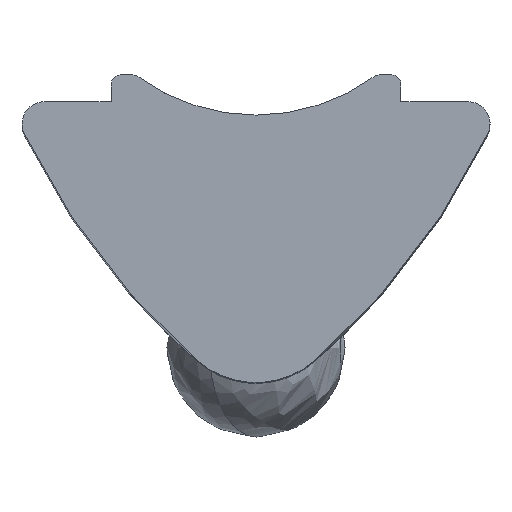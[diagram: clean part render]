
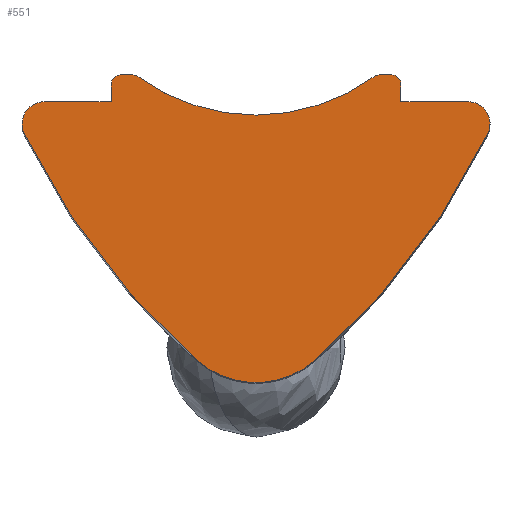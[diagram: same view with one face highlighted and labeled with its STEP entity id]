
A CAD part, top view. The second image highlights one B-rep face of the part: STEP entity #551.
In plain terms, the highlighted planar face has unit normal (0, 0, 1).
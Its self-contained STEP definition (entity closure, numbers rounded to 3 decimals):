
#24 = ORIENTED_EDGE ( 'NONE', *, *, #1081, .F. ) ;
#36 = EDGE_LOOP ( 'NONE', ( #2771, #2289, #2634, #2726, #2115, #2353, #2530, #1020, #1261, #2162, #24, #60, #1571, #223, #1153, #2073, #65 ) ) ;
#60 = ORIENTED_EDGE ( 'NONE', *, *, #1243, .T. ) ;
#64 = VECTOR ( 'NONE', #1391, 1000. ) ;
#65 = ORIENTED_EDGE ( 'NONE', *, *, #1113, .F. ) ;
#75 = PLANE ( 'NONE',  #633 ) ;
#81 = VERTEX_POINT ( 'NONE', #2061 ) ;
#83 = CARTESIAN_POINT ( 'NONE',  ( 2.648, 0.562, 8.5 ) ) ;
#90 = DIRECTION ( 'NONE',  ( -1., 0., 0. ) ) ;
#98 = AXIS2_PLACEMENT_3D ( 'NONE', #2039, #1287, #1005 ) ;
#142 = CARTESIAN_POINT ( 'NONE',  ( 3.25, 0.4, 8.5 ) ) ;
#187 = VERTEX_POINT ( 'NONE', #2187 ) ;
#201 = VECTOR ( 'NONE', #514, 1000. ) ;
#223 = ORIENTED_EDGE ( 'NONE', *, *, #1143, .T. ) ;
#310 = CARTESIAN_POINT ( 'NONE',  ( -3.25, 0., 8.5 ) ) ;
#328 = DIRECTION ( 'NONE',  ( -1., 0., 0. ) ) ;
#340 = DIRECTION ( 'NONE',  ( 0., 0., -1. ) ) ;
#352 = CARTESIAN_POINT ( 'NONE',  ( 3.05, 0.4, 8.5 ) ) ;
#385 = VERTEX_POINT ( 'NONE', #2383 ) ;
#404 = CARTESIAN_POINT ( 'NONE',  ( -2.648, 0.562, 8.5 ) ) ;
#414 = CARTESIAN_POINT ( 'NONE',  ( 3.25, 0., 8.5 ) ) ;
#423 = CARTESIAN_POINT ( 'NONE',  ( 1.315, -5.807, 8.5 ) ) ;
#438 = AXIS2_PLACEMENT_3D ( 'NONE', #1021, #1012, #1009 ) ;
#456 = CARTESIAN_POINT ( 'NONE',  ( -3.25, 0., 8.5 ) ) ;
#479 = AXIS2_PLACEMENT_3D ( 'NONE', #1675, #1674, #1671 ) ;
#492 = VERTEX_POINT ( 'NONE', #2081 ) ;
#498 = AXIS2_PLACEMENT_3D ( 'NONE', #1818, #2504, #1893 ) ;
#506 = AXIS2_PLACEMENT_3D ( 'NONE', #352, #340, #328 ) ;
#508 = AXIS2_PLACEMENT_3D ( 'NONE', #744, #731, #713 ) ;
#512 = CIRCLE ( 'NONE', #775, 16. ) ;
#513 = AXIS2_PLACEMENT_3D ( 'NONE', #1834, #1806, #1798 ) ;
#514 = DIRECTION ( 'NONE',  ( -1., 0., 0. ) ) ;
#533 = VERTEX_POINT ( 'NONE', #142 ) ;
#544 = AXIS2_PLACEMENT_3D ( 'NONE', #956, #944, #942 ) ;
#551 = ADVANCED_FACE ( 'NONE', ( #1107 ), #75, .T. ) ;
#558 = VERTEX_POINT ( 'NONE', #83 ) ;
#609 = CARTESIAN_POINT ( 'NONE',  ( 3.25, 0., 8.5 ) ) ;
#630 = AXIS2_PLACEMENT_3D ( 'NONE', #1884, #1649, #1636 ) ;
#633 = AXIS2_PLACEMENT_3D ( 'NONE', #2740, #2616, #2733 ) ;
#639 = VERTEX_POINT ( 'NONE', #2625 ) ;
#645 = CARTESIAN_POINT ( 'NONE',  ( 4.75, 0., 8.5 ) ) ;
#697 = DIRECTION ( 'NONE',  ( 0., 1., 0. ) ) ;
#713 = DIRECTION ( 'NONE',  ( -1., 0., 0. ) ) ;
#731 = DIRECTION ( 'NONE',  ( 0., 0., 1. ) ) ;
#736 = AXIS2_PLACEMENT_3D ( 'NONE', #2106, #1372, #1196 ) ;
#744 = CARTESIAN_POINT ( 'NONE',  ( 9.203, 6.25, 8.5 ) ) ;
#775 = AXIS2_PLACEMENT_3D ( 'NONE', #2054, #2029, #1787 ) ;
#834 = CARTESIAN_POINT ( 'NONE',  ( -3.25, 0.4, 8.5 ) ) ;
#865 = CIRCLE ( 'NONE', #498, 0.2 ) ;
#898 = CIRCLE ( 'NONE', #513, 0.2 ) ;
#913 = VECTOR ( 'NONE', #697, 1000. ) ;
#926 = LINE ( 'NONE', #609, #913 ) ;
#942 = DIRECTION ( 'NONE',  ( -1., 0., 0. ) ) ;
#944 = DIRECTION ( 'NONE',  ( 0., 0., 1. ) ) ;
#956 = CARTESIAN_POINT ( 'NONE',  ( 0., -4.3, 8.5 ) ) ;
#1001 = CARTESIAN_POINT ( 'NONE',  ( -4.75, 0., 8.5 ) ) ;
#1005 = DIRECTION ( 'NONE',  ( -1., 0., 0. ) ) ;
#1009 = DIRECTION ( 'NONE',  ( -1., 0., 0. ) ) ;
#1012 = DIRECTION ( 'NONE',  ( 0., 0., -1. ) ) ;
#1020 = ORIENTED_EDGE ( 'NONE', *, *, #1368, .F. ) ;
#1021 = CARTESIAN_POINT ( 'NONE',  ( 0., 4.2, 8.5 ) ) ;
#1023 = EDGE_CURVE ( 'NONE', #1908, #2714, #2614, .T. ) ;
#1040 = EDGE_CURVE ( 'NONE', #187, #2637, #1560, .T. ) ;
#1080 = CARTESIAN_POINT ( 'NONE',  ( 5.2, -0.718, 8.5 ) ) ;
#1081 = EDGE_CURVE ( 'NONE', #2326, #2714, #512, .T. ) ;
#1105 = CARTESIAN_POINT ( 'NONE',  ( -5.25, -0.5, 8.5 ) ) ;
#1107 = FACE_OUTER_BOUND ( 'NONE', #36, .T. ) ;
#1113 = EDGE_CURVE ( 'NONE', #558, #639, #898, .T. ) ;
#1118 = EDGE_CURVE ( 'NONE', #2588, #2750, #2164, .T. ) ;
#1127 = CARTESIAN_POINT ( 'NONE',  ( 3.05, 0.6, 8.5 ) ) ;
#1128 = EDGE_CURVE ( 'NONE', #385, #1908, #1207, .T. ) ;
#1142 = EDGE_CURVE ( 'NONE', #2301, #533, #2377, .T. ) ;
#1143 = EDGE_CURVE ( 'NONE', #2637, #533, #926, .T. ) ;
#1153 = ORIENTED_EDGE ( 'NONE', *, *, #1142, .F. ) ;
#1165 = EDGE_CURVE ( 'NONE', #2750, #2514, #2550, .T. ) ;
#1167 = CARTESIAN_POINT ( 'NONE',  ( -1.315, -5.807, 8.5 ) ) ;
#1185 = EDGE_CURVE ( 'NONE', #2301, #639, #1941, .T. ) ;
#1196 = DIRECTION ( 'NONE',  ( -1., 0., 0. ) ) ;
#1207 = CIRCLE ( 'NONE', #508, 16. ) ;
#1222 = EDGE_CURVE ( 'NONE', #81, #492, #1236, .T. ) ;
#1231 = EDGE_CURVE ( 'NONE', #81, #2776, #2159, .T. ) ;
#1236 = LINE ( 'NONE', #2091, #64 ) ;
#1243 = EDGE_CURVE ( 'NONE', #2326, #187, #2600, .T. ) ;
#1261 = ORIENTED_EDGE ( 'NONE', *, *, #1128, .T. ) ;
#1262 = EDGE_CURVE ( 'NONE', #2307, #2514, #1325, .T. ) ;
#1287 = DIRECTION ( 'NONE',  ( 0., 0., -1. ) ) ;
#1324 = EDGE_CURVE ( 'NONE', #2588, #492, #865, .T. ) ;
#1325 = CIRCLE ( 'NONE', #98, 0.5 ) ;
#1368 = EDGE_CURVE ( 'NONE', #385, #2307, #2627, .T. ) ;
#1372 = DIRECTION ( 'NONE',  ( 0., 0., 1. ) ) ;
#1391 = DIRECTION ( 'NONE',  ( -1., 0., 0. ) ) ;
#1474 = DIRECTION ( 'NONE',  ( 0., -1., 0. ) ) ;
#1546 = CARTESIAN_POINT ( 'NONE',  ( -3.25, 0., 8.5 ) ) ;
#1560 = LINE ( 'NONE', #645, #201 ) ;
#1571 = ORIENTED_EDGE ( 'NONE', *, *, #1040, .T. ) ;
#1636 = DIRECTION ( 'NONE',  ( -1., 0., 0. ) ) ;
#1649 = DIRECTION ( 'NONE',  ( 0., 0., -1. ) ) ;
#1671 = DIRECTION ( 'NONE',  ( -1., 0., 0. ) ) ;
#1674 = DIRECTION ( 'NONE',  ( 0., 0., -1. ) ) ;
#1675 = CARTESIAN_POINT ( 'NONE',  ( -4.75, -0.5, 8.5 ) ) ;
#1697 = VECTOR ( 'NONE', #2781, 1000. ) ;
#1787 = DIRECTION ( 'NONE',  ( -1., 0., 0. ) ) ;
#1798 = DIRECTION ( 'NONE',  ( -1., 0., 0. ) ) ;
#1806 = DIRECTION ( 'NONE',  ( 0., 0., -1. ) ) ;
#1818 = CARTESIAN_POINT ( 'NONE',  ( -3.05, 0.4, 8.5 ) ) ;
#1834 = CARTESIAN_POINT ( 'NONE',  ( 2.766, 0.4, 8.5 ) ) ;
#1884 = CARTESIAN_POINT ( 'NONE',  ( -2.766, 0.4, 8.5 ) ) ;
#1893 = DIRECTION ( 'NONE',  ( -1., 0., 0. ) ) ;
#1908 = VERTEX_POINT ( 'NONE', #1167 ) ;
#1919 = VECTOR ( 'NONE', #1474, 1000. ) ;
#1932 = VECTOR ( 'NONE', #90, 1000. ) ;
#1941 = LINE ( 'NONE', #2531, #1697 ) ;
#2029 = DIRECTION ( 'NONE',  ( 0., 0., -1. ) ) ;
#2039 = CARTESIAN_POINT ( 'NONE',  ( -4.75, -0.5, 8.5 ) ) ;
#2054 = CARTESIAN_POINT ( 'NONE',  ( -9.203, 6.25, 8.5 ) ) ;
#2061 = CARTESIAN_POINT ( 'NONE',  ( -2.766, 0.6, 8.5 ) ) ;
#2073 = ORIENTED_EDGE ( 'NONE', *, *, #1185, .T. ) ;
#2081 = CARTESIAN_POINT ( 'NONE',  ( -3.05, 0.6, 8.5 ) ) ;
#2091 = CARTESIAN_POINT ( 'NONE',  ( -3.25, 0.6, 8.5 ) ) ;
#2106 = CARTESIAN_POINT ( 'NONE',  ( 4.75, -0.5, 8.5 ) ) ;
#2115 = ORIENTED_EDGE ( 'NONE', *, *, #1118, .T. ) ;
#2159 = CIRCLE ( 'NONE', #630, 0.2 ) ;
#2162 = ORIENTED_EDGE ( 'NONE', *, *, #1023, .T. ) ;
#2164 = LINE ( 'NONE', #1546, #1919 ) ;
#2187 = CARTESIAN_POINT ( 'NONE',  ( 4.75, 0., 8.5 ) ) ;
#2214 = CIRCLE ( 'NONE', #438, 4.5 ) ;
#2289 = ORIENTED_EDGE ( 'NONE', *, *, #1231, .F. ) ;
#2301 = VERTEX_POINT ( 'NONE', #1127 ) ;
#2307 = VERTEX_POINT ( 'NONE', #1105 ) ;
#2326 = VERTEX_POINT ( 'NONE', #1080 ) ;
#2353 = ORIENTED_EDGE ( 'NONE', *, *, #1165, .T. ) ;
#2377 = CIRCLE ( 'NONE', #506, 0.2 ) ;
#2383 = CARTESIAN_POINT ( 'NONE',  ( -5.2, -0.718, 8.5 ) ) ;
#2424 = EDGE_CURVE ( 'NONE', #558, #2776, #2214, .T. ) ;
#2504 = DIRECTION ( 'NONE',  ( 0., 0., -1. ) ) ;
#2514 = VERTEX_POINT ( 'NONE', #1001 ) ;
#2530 = ORIENTED_EDGE ( 'NONE', *, *, #1262, .F. ) ;
#2531 = CARTESIAN_POINT ( 'NONE',  ( 3.25, 0.6, 8.5 ) ) ;
#2550 = LINE ( 'NONE', #310, #1932 ) ;
#2588 = VERTEX_POINT ( 'NONE', #834 ) ;
#2600 = CIRCLE ( 'NONE', #736, 0.5 ) ;
#2614 = CIRCLE ( 'NONE', #544, 2. ) ;
#2616 = DIRECTION ( 'NONE',  ( 0., 0., 1. ) ) ;
#2625 = CARTESIAN_POINT ( 'NONE',  ( 2.766, 0.6, 8.5 ) ) ;
#2627 = CIRCLE ( 'NONE', #479, 0.5 ) ;
#2634 = ORIENTED_EDGE ( 'NONE', *, *, #1222, .T. ) ;
#2637 = VERTEX_POINT ( 'NONE', #414 ) ;
#2714 = VERTEX_POINT ( 'NONE', #423 ) ;
#2726 = ORIENTED_EDGE ( 'NONE', *, *, #1324, .F. ) ;
#2733 = DIRECTION ( 'NONE',  ( 1., 0., 0. ) ) ;
#2740 = CARTESIAN_POINT ( 'NONE',  ( -4.75, -0.5, 8.5 ) ) ;
#2750 = VERTEX_POINT ( 'NONE', #456 ) ;
#2771 = ORIENTED_EDGE ( 'NONE', *, *, #2424, .T. ) ;
#2776 = VERTEX_POINT ( 'NONE', #404 ) ;
#2781 = DIRECTION ( 'NONE',  ( -1., 0., 0. ) ) ;
